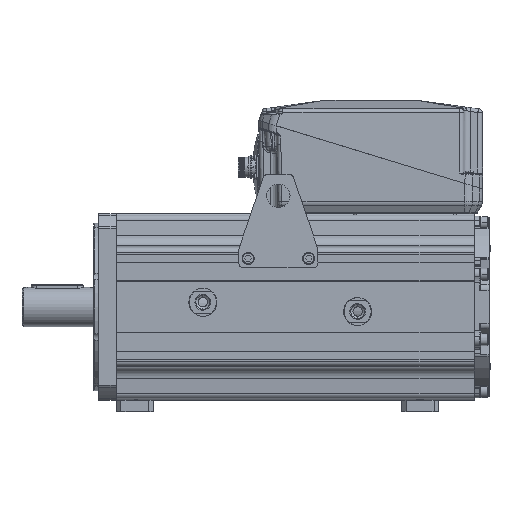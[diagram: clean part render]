
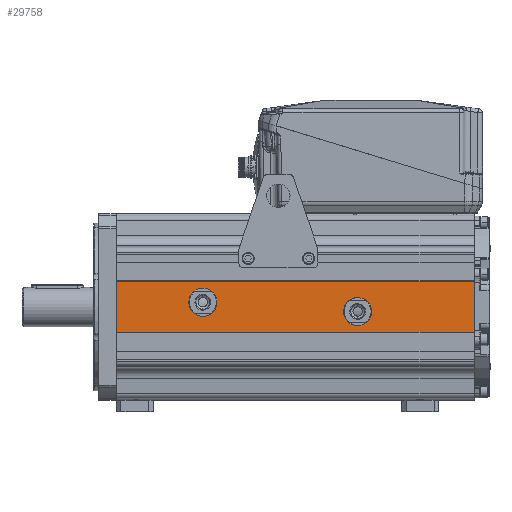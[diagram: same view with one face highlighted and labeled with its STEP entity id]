
A CAD part, top view. The second image highlights one B-rep face of the part: STEP entity #29758.
In plain terms, the highlighted planar face has unit normal (0, 0, 1).
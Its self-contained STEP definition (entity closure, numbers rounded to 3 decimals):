
#26598=DIRECTION('',(-1.,0.,0.));
#26599=VECTOR('',#26598,384.);
#26600=CARTESIAN_POINT('',(485.,27.,95.5));
#26601=LINE('',#26600,#26599);
#26606=DIRECTION('',(0.,1.,0.));
#26607=VECTOR('',#26606,54.);
#26608=CARTESIAN_POINT('',(101.,-27.,95.5));
#26609=LINE('',#26608,#26607);
#26610=DIRECTION('',(0.,-1.,0.));
#26611=VECTOR('',#26610,54.);
#26612=CARTESIAN_POINT('',(485.,27.,95.5));
#26613=LINE('',#26612,#26611);
#26614=DIRECTION('',(-1.,0.,0.));
#26615=VECTOR('',#26614,384.);
#26616=CARTESIAN_POINT('',(485.,-27.,95.5));
#26617=LINE('',#26616,#26615);
#26618=CARTESIAN_POINT('',(194.,5.,95.5));
#26619=DIRECTION('',(0.,0.,1.));
#26620=DIRECTION('',(1.,0.,0.));
#26621=AXIS2_PLACEMENT_3D('',#26618,#26619,#26620);
#26623=CARTESIAN_POINT('',(194.,5.,95.5));
#26624=DIRECTION('',(0.,0.,1.));
#26625=DIRECTION('',(-1.,0.,0.));
#26626=AXIS2_PLACEMENT_3D('',#26623,#26624,#26625);
#26628=CARTESIAN_POINT('',(360.,-5.,95.5));
#26629=DIRECTION('',(0.,0.,1.));
#26630=DIRECTION('',(1.,0.,0.));
#26631=AXIS2_PLACEMENT_3D('',#26628,#26629,#26630);
#26633=CARTESIAN_POINT('',(360.,-5.,95.5));
#26634=DIRECTION('',(0.,0.,1.));
#26635=DIRECTION('',(-1.,0.,0.));
#26636=AXIS2_PLACEMENT_3D('',#26633,#26634,#26635);
#26932=CARTESIAN_POINT('',(485.,-27.,95.5));
#26933=CARTESIAN_POINT('',(101.,-27.,95.5));
#26934=VERTEX_POINT('',#26932);
#26935=VERTEX_POINT('',#26933);
#27068=CARTESIAN_POINT('',(101.,27.,95.5));
#27069=VERTEX_POINT('',#27068);
#27070=CARTESIAN_POINT('',(485.,27.,95.5));
#27071=VERTEX_POINT('',#27070);
#27510=CARTESIAN_POINT('',(352.5,-5.,95.5));
#27511=CARTESIAN_POINT('',(367.5,-5.,95.5));
#27512=VERTEX_POINT('',#27510);
#27513=VERTEX_POINT('',#27511);
#27514=CARTESIAN_POINT('',(186.5,5.,95.5));
#27515=CARTESIAN_POINT('',(201.5,5.,95.5));
#27516=VERTEX_POINT('',#27514);
#27517=VERTEX_POINT('',#27515);
#29733=CARTESIAN_POINT('',(485.,-27.,95.5));
#29734=DIRECTION('',(0.,0.,1.));
#29735=DIRECTION('',(0.,1.,0.));
#29736=AXIS2_PLACEMENT_3D('',#29733,#29734,#29735);
#29737=PLANE('',#29736);
#29739=ORIENTED_EDGE('',*,*,#29738,.T.);
#29740=ORIENTED_EDGE('',*,*,#29726,.F.);
#29741=ORIENTED_EDGE('',*,*,#27605,.T.);
#29743=ORIENTED_EDGE('',*,*,#29742,.T.);
#29744=EDGE_LOOP('',(#29739,#29740,#29741,#29743));
#29745=FACE_OUTER_BOUND('',#29744,.F.);
#29747=ORIENTED_EDGE('',*,*,#29746,.T.);
#29749=ORIENTED_EDGE('',*,*,#29748,.T.);
#29750=EDGE_LOOP('',(#29747,#29749));
#29751=FACE_BOUND('',#29750,.F.);
#29753=ORIENTED_EDGE('',*,*,#29752,.T.);
#29755=ORIENTED_EDGE('',*,*,#29754,.T.);
#29756=EDGE_LOOP('',(#29753,#29755));
#29757=FACE_BOUND('',#29756,.F.);
#29758=ADVANCED_FACE('',(#29745,#29751,#29757),#29737,.T.);
#26622=CIRCLE('',#26621,7.5);
#26627=CIRCLE('',#26626,7.5);
#26632=CIRCLE('',#26631,7.5);
#26637=CIRCLE('',#26636,7.5);
#27605=EDGE_CURVE('',#27071,#26934,#26613,.T.);
#29726=EDGE_CURVE('',#27071,#27069,#26601,.T.);
#29738=EDGE_CURVE('',#26935,#27069,#26609,.T.);
#29742=EDGE_CURVE('',#26934,#26935,#26617,.T.);
#29746=EDGE_CURVE('',#27517,#27516,#26622,.T.);
#29748=EDGE_CURVE('',#27516,#27517,#26627,.T.);
#29752=EDGE_CURVE('',#27513,#27512,#26632,.T.);
#29754=EDGE_CURVE('',#27512,#27513,#26637,.T.);
